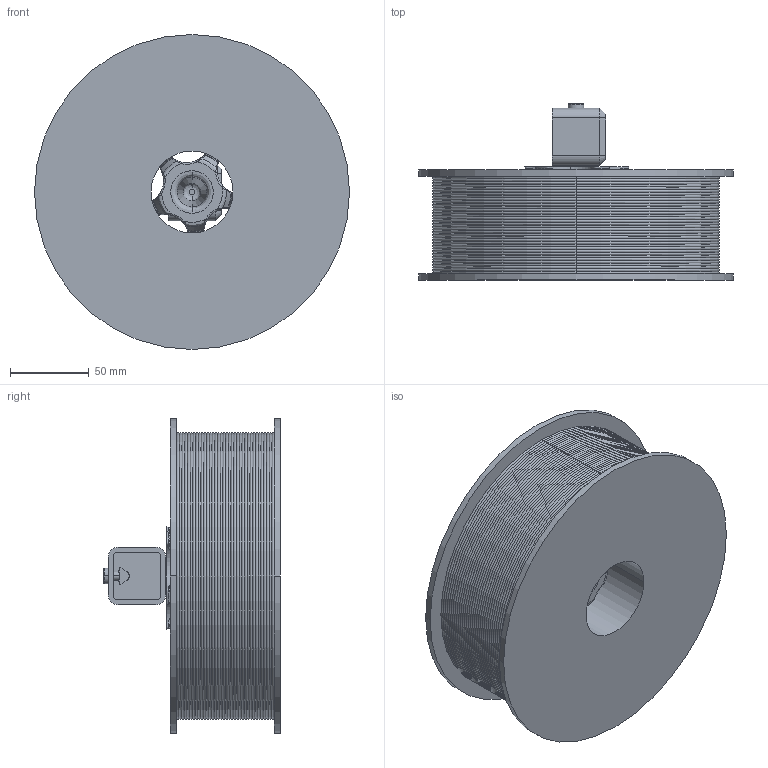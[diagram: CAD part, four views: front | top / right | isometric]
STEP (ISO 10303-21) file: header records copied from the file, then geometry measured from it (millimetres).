
FILE_DESCRIPTION (( 'STEP AP214' ), '1' );
FILE_NAME ('Filament_Roller_V0.STEP', '2023-03-15T13:02:45', ( '' ), ( '' ), 'SwSTEP 2.0', 'SolidWorks 2023', '' );
FILE_SCHEMA (( 'AUTOMOTIVE_DESIGN' ));
Length unit declared in the file: millimetre
Products named in the file (1): Filament_Roller_V0_Filament_Roller_V0
Bounding box: 200 x 112.2 x 200 mm (x, y, z)
Volume: 1784594.2 mm3; surface area: 277902.8 mm2
Topology: 7 solids, 7 shells, 371 faces, 849 edges, 489 vertices
Faces by surface type: torus 100, bspline 89, plane 74, cylinder 69, cone 39
Entity records: 29349 total; most frequent: CARTESIAN_POINT 21654, ORIENTED_EDGE 1666, DIRECTION 1467, EDGE_CURVE 833, AXIS2_PLACEMENT_3D 641, VERTEX_POINT 489, EDGE_LOOP 394, ADVANCED_FACE 371
